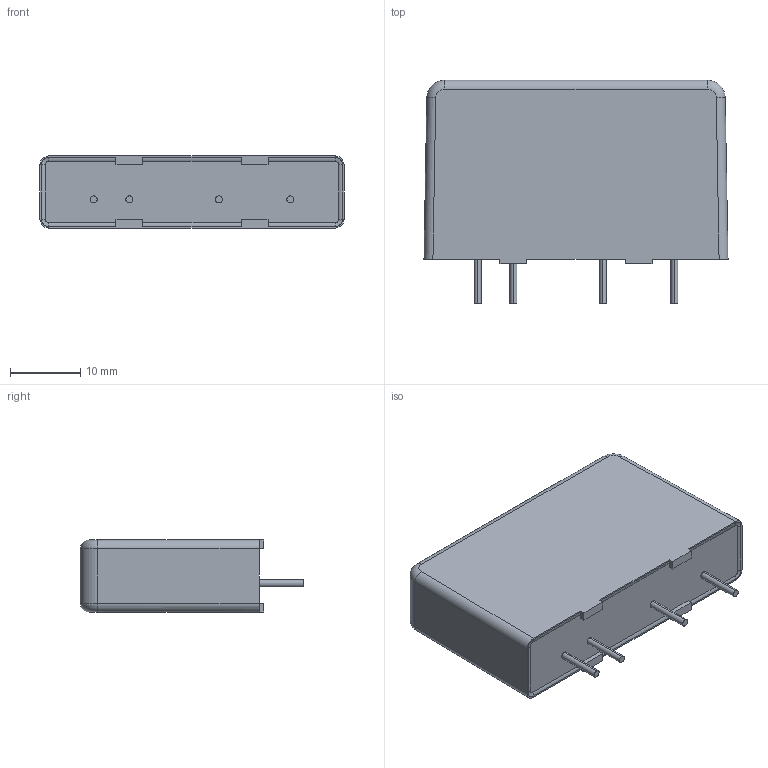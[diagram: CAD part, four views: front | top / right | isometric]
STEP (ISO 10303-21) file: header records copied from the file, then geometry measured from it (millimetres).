
FILE_DESCRIPTION (( 'STEP AP214' ), '1' );
FILE_NAME ('MP.STEP', '2011-07-02T16:37:14', ( 'LALo' ), ( 'Edi Foundation' ), 'SwSTEP 2.0', 'SolidWorks 2011', '' );
FILE_SCHEMA (( 'AUTOMOTIVE_DESIGN' ));
Length unit declared in the file: inch
Products named in the file (1): MP
Bounding box: 43.18 x 31.75 x 10.24 mm (x, y, z)
Volume: 11006.8 mm3; surface area: 3580.8 mm2
Topology: 1 solids, 1 shells, 62 faces, 152 edges, 96 vertices
Faces by surface type: plane 34, cylinder 20, torus 4, bspline 4
Entity records: 2211 total; most frequent: CARTESIAN_POINT 495, ORIENTED_EDGE 304, DIRECTION 282, EDGE_CURVE 152, LINE 100, VECTOR 100, VERTEX_POINT 96, AXIS2_PLACEMENT_3D 91
